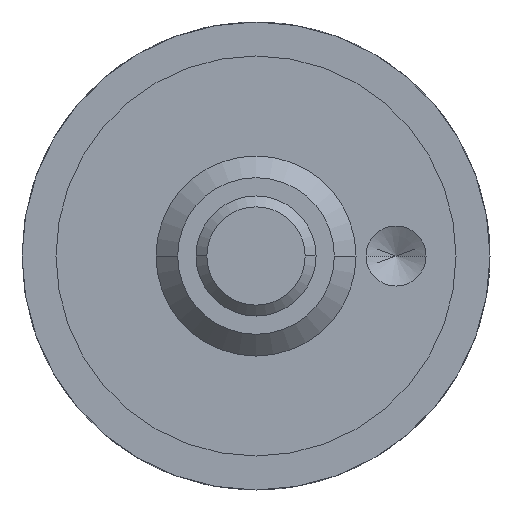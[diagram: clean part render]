
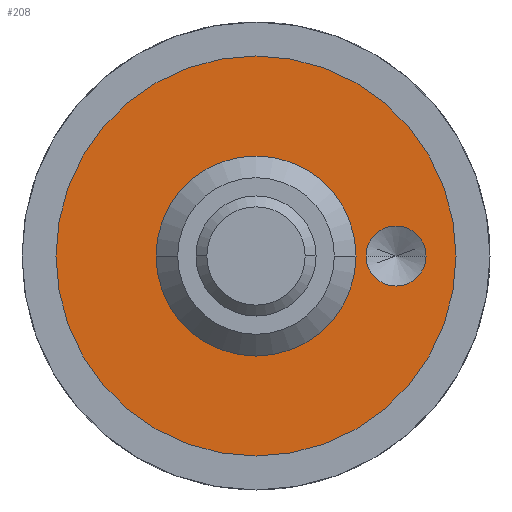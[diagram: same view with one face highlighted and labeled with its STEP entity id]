
A CAD part, front view. The second image highlights one B-rep face of the part: STEP entity #208.
In plain terms, the highlighted planar face has unit normal (0, -1, 0).
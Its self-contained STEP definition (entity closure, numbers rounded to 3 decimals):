
#208=ADVANCED_FACE('',(#449,#450,#451),#452,.T.);
#449=FACE_BOUND('',#743,.T.);
#450=FACE_BOUND('',#744,.T.);
#451=FACE_OUTER_BOUND('',#745,.T.);
#452=PLANE('',#746);
#743=EDGE_LOOP('',(#1199,#1200));
#744=EDGE_LOOP('',(#1201,#1202));
#745=EDGE_LOOP('',(#1203,#1204));
#746=AXIS2_PLACEMENT_3D('',#1205,#1206,#1207);
#1199=ORIENTED_EDGE('',*,*,#1715,.T.);
#1200=ORIENTED_EDGE('',*,*,#1648,.T.);
#1201=ORIENTED_EDGE('',*,*,#1724,.T.);
#1202=ORIENTED_EDGE('',*,*,#1623,.T.);
#1203=ORIENTED_EDGE('',*,*,#1618,.F.);
#1204=ORIENTED_EDGE('',*,*,#1727,.F.);
#1205=CARTESIAN_POINT('',(2.5,0.0,0.0));
#1206=DIRECTION('',(-0.0,-1.0,-0.0));
#1207=DIRECTION('',(-1.0,0.0,0.0));
#1618=EDGE_CURVE('',#1886,#1889,#1890,.T.);
#1623=EDGE_CURVE('',#1898,#1895,#1899,.T.);
#1648=EDGE_CURVE('',#1931,#1934,#1936,.T.);
#1715=EDGE_CURVE('',#1934,#1931,#2033,.T.);
#1724=EDGE_CURVE('',#1895,#1898,#2042,.T.);
#1727=EDGE_CURVE('',#1889,#1886,#2045,.T.);
#1886=VERTEX_POINT('',#2262);
#1889=VERTEX_POINT('',#2266);
#1890=CIRCLE('',#2267,5.0);
#1895=VERTEX_POINT('',#2273);
#1898=VERTEX_POINT('',#2277);
#1899=CIRCLE('',#2278,1.959);
#1931=VERTEX_POINT('',#2319);
#1934=VERTEX_POINT('',#2323);
#1936=CIRCLE('',#2326,0.75);
#2033=CIRCLE('',#2645,0.75);
#2042=CIRCLE('',#2654,1.959);
#2045=CIRCLE('',#2657,5.0);
#2262=CARTESIAN_POINT('',(5.0,0.0,0.0));
#2266=CARTESIAN_POINT('',(-5.0,0.0,0.));
#2267=AXIS2_PLACEMENT_3D('',#3432,#3433,#3434);
#2273=CARTESIAN_POINT('',(1.959,0.0,0.0));
#2277=CARTESIAN_POINT('',(-1.959,0.0,0.));
#2278=AXIS2_PLACEMENT_3D('',#3440,#3441,#3442);
#2319=CARTESIAN_POINT('',(2.75,0.0,0.));
#2323=CARTESIAN_POINT('',(4.25,0.,0.));
#2326=AXIS2_PLACEMENT_3D('',#3478,#3479,#3480);
#2645=AXIS2_PLACEMENT_3D('',#3547,#3548,#3549);
#2654=AXIS2_PLACEMENT_3D('',#3556,#3557,#3558);
#2657=AXIS2_PLACEMENT_3D('',#3562,#3563,#3564);
#3432=CARTESIAN_POINT('',(0.0,0.0,0.0));
#3433=DIRECTION('',(-0.0,1.0,0.0));
#3434=DIRECTION('',(1.0,0.0,0.0));
#3440=CARTESIAN_POINT('',(0.0,0.0,0.0));
#3441=DIRECTION('',(-0.0,1.0,0.0));
#3442=DIRECTION('',(1.0,0.0,0.0));
#3478=CARTESIAN_POINT('',(3.5,0.,0.0));
#3479=DIRECTION('',(0.0,1.0,0.0));
#3480=DIRECTION('',(-1.0,0.0,0.0));
#3547=CARTESIAN_POINT('',(3.5,0.,0.0));
#3548=DIRECTION('',(0.0,1.0,0.0));
#3549=DIRECTION('',(-1.0,0.0,0.0));
#3556=CARTESIAN_POINT('',(0.0,0.0,0.0));
#3557=DIRECTION('',(-0.0,1.0,0.0));
#3558=DIRECTION('',(1.0,0.0,0.0));
#3562=CARTESIAN_POINT('',(0.0,0.0,0.0));
#3563=DIRECTION('',(-0.0,1.0,0.0));
#3564=DIRECTION('',(1.0,0.0,0.0));
